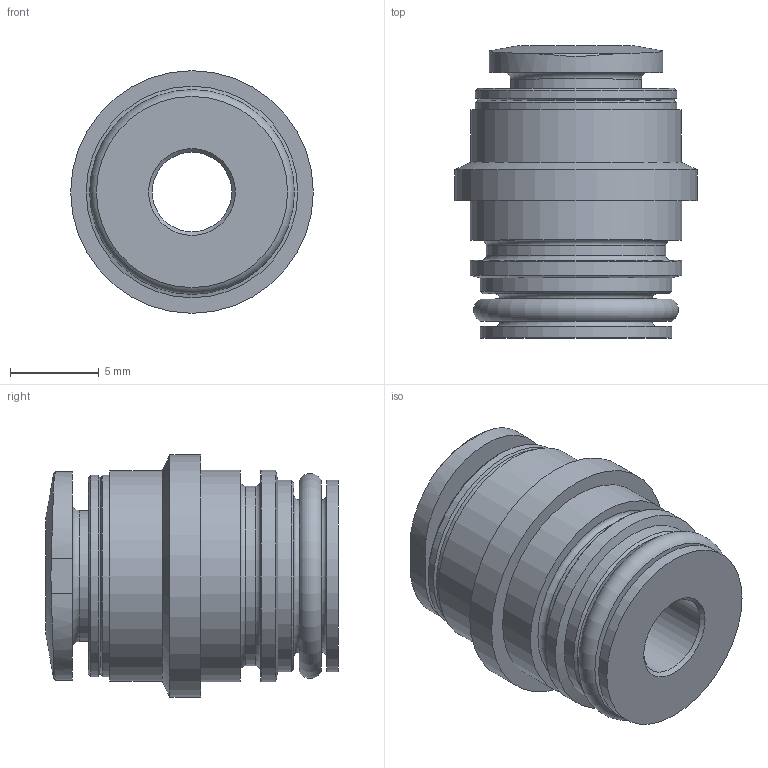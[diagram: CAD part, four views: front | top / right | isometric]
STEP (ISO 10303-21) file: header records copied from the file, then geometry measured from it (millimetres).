
FILE_DESCRIPTION(/* description */ ('STEP AP214'),/* implementation_level */ '2;1');
FILE_NAME(/* name */ '132930_QSPKG14-6',/* time_stamp */ '2024-09-14T14:29:26+02:00',/* author */ ('License CC BY-ND 4.0'),/* organization */ ('CADENAS'),/* preprocessor_version */ 'ST-DEVELOPER v19.3',/* originating_system */ 'PARTsolutions',/* authorisation */ ' ');
FILE_SCHEMA (('AUTOMOTIVE_DESIGN {1 0 10303 214 3 1 1}'));
Length unit declared in the file: millimetre
Products named in the file (1): 132930 QSPKG14-6
Bounding box: 13.7 x 16.5 x 13.7 mm (x, y, z)
Volume: 1278.1 mm3; surface area: 1426.8 mm2
Topology: 1 solids, 1 shells, 50 faces, 97 edges, 59 vertices
Faces by surface type: cylinder 16, plane 14, torus 12, cone 8
Full cylindrical faces by diameter (mm): 4.5 x1, 6 x1, 7.4 x1, 8.6 x2, 10.15 x1, 10.8 x2, 11.4 x2, 11.9 x1, 11.95 x2, 13.7 x1
Entity records: 1483 total; most frequent: DIRECTION 202, CARTESIAN_POINT 201, ORIENTED_EDGE 126, AXIS2_PLACEMENT_3D 98, EDGE_LOOP 94, FACE_BOUND 94, EDGE_CURVE 63, VERTEX_POINT 57
